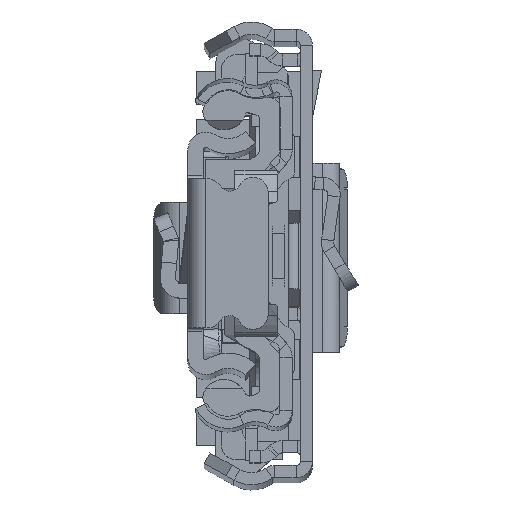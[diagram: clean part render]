
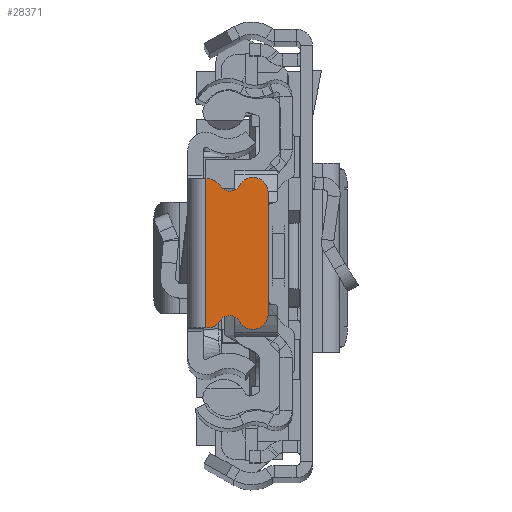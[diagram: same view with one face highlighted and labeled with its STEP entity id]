
A CAD part, top view. The second image highlights one B-rep face of the part: STEP entity #28371.
In plain terms, the highlighted planar face has unit normal (0, 0, 1).
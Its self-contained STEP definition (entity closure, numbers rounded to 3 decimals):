
#331 = VERTEX_POINT ( 'NONE', #5176 ) ;
#747 = DIRECTION ( 'NONE',  ( 0., 0., 1. ) ) ;
#791 = AXIS2_PLACEMENT_3D ( 'NONE', #18551, #10829, #21503 ) ;
#1193 = CARTESIAN_POINT ( 'NONE',  ( -7.929, -6., 0. ) ) ;
#1194 = CARTESIAN_POINT ( 'NONE',  ( -3.206, -6.658, 0. ) ) ;
#1337 = DIRECTION ( 'NONE',  ( 1., 0., 0. ) ) ;
#3518 = LINE ( 'NONE', #6164, #12047 ) ;
#3757 = DIRECTION ( 'NONE',  ( 0., 0., 1. ) ) ;
#4164 = EDGE_CURVE ( 'NONE', #17829, #18997, #30279, .T. ) ;
#4553 = AXIS2_PLACEMENT_3D ( 'NONE', #9252, #28000, #1337 ) ;
#4997 = CARTESIAN_POINT ( 'NONE',  ( -3.206, 6.658, 0. ) ) ;
#5176 = CARTESIAN_POINT ( 'NONE',  ( -1.75, 7.37, 0. ) ) ;
#5574 = ORIENTED_EDGE ( 'NONE', *, *, #12810, .F. ) ;
#5623 = CARTESIAN_POINT ( 'NONE',  ( -7.929, 6., 0. ) ) ;
#5656 = CARTESIAN_POINT ( 'NONE',  ( -1.929, 7.37, 0. ) ) ;
#6078 = CARTESIAN_POINT ( 'NONE',  ( -4.142, 7.236, 0. ) ) ;
#6164 = CARTESIAN_POINT ( 'NONE',  ( -1.929, -7.37, 0. ) ) ;
#6848 = EDGE_CURVE ( 'NONE', #13876, #331, #19001, .T. ) ;
#8164 = AXIS2_PLACEMENT_3D ( 'NONE', #30075, #3757, #32892 ) ;
#9204 = DIRECTION ( 'NONE',  ( -1., 0., 0. ) ) ;
#9252 = CARTESIAN_POINT ( 'NONE',  ( -6.429, -6., 0. ) ) ;
#9514 = ORIENTED_EDGE ( 'NONE', *, *, #25027, .T. ) ;
#9663 = DIRECTION ( 'NONE',  ( -1., 0., 0. ) ) ;
#10375 = ORIENTED_EDGE ( 'NONE', *, *, #29809, .F. ) ;
#10829 = DIRECTION ( 'NONE',  ( 0., 0., 1. ) ) ;
#11505 = PLANE ( 'NONE',  #8164 ) ;
#12047 = VECTOR ( 'NONE', #19843, 1000. ) ;
#12141 = CARTESIAN_POINT ( 'NONE',  ( -1.75, 0., 0. ) ) ;
#12401 = EDGE_CURVE ( 'NONE', #17293, #34245, #32170, .T. ) ;
#12520 = ORIENTED_EDGE ( 'NONE', *, *, #16290, .T. ) ;
#12563 = AXIS2_PLACEMENT_3D ( 'NONE', #22697, #33229, #9204 ) ;
#12642 = DIRECTION ( 'NONE',  ( 0., 0., -1. ) ) ;
#12810 = EDGE_CURVE ( 'NONE', #22388, #34245, #3518, .T. ) ;
#12917 = CARTESIAN_POINT ( 'NONE',  ( -5.109, -6.713, 0. ) ) ;
#13876 = VERTEX_POINT ( 'NONE', #32837 ) ;
#13914 = DIRECTION ( 'NONE',  ( -1., 0., 0. ) ) ;
#14459 = CIRCLE ( 'NONE', #24526, 1.5 ) ;
#15349 = CARTESIAN_POINT ( 'NONE',  ( -1.75, -7.37, 0. ) ) ;
#15886 = AXIS2_PLACEMENT_3D ( 'NONE', #6078, #17482, #28157 ) ;
#16290 = EDGE_CURVE ( 'NONE', #32067, #33890, #14459, .T. ) ;
#16453 = CIRCLE ( 'NONE', #15886, 1.1 ) ;
#16549 = CARTESIAN_POINT ( 'NONE',  ( -6.429, 6., 0. ) ) ;
#17293 = VERTEX_POINT ( 'NONE', #1194 ) ;
#17482 = DIRECTION ( 'NONE',  ( 0., 0., -1. ) ) ;
#17509 = ORIENTED_EDGE ( 'NONE', *, *, #12401, .T. ) ;
#17829 = VERTEX_POINT ( 'NONE', #28681 ) ;
#17866 = VERTEX_POINT ( 'NONE', #4997 ) ;
#18551 = CARTESIAN_POINT ( 'NONE',  ( -1.929, -5.87, 0. ) ) ;
#18997 = VERTEX_POINT ( 'NONE', #12917 ) ;
#19001 = LINE ( 'NONE', #5656, #19886 ) ;
#19389 = FACE_OUTER_BOUND ( 'NONE', #20144, .T. ) ;
#19843 = DIRECTION ( 'NONE',  ( -1., 0., 0. ) ) ;
#19886 = VECTOR ( 'NONE', #27048, 1000. ) ;
#20144 = EDGE_LOOP ( 'NONE', ( #10375, #25807, #9514, #28298, #12520, #20583, #25151, #31035, #17509, #5574 ) ) ;
#20583 = ORIENTED_EDGE ( 'NONE', *, *, #32137, .T. ) ;
#21503 = DIRECTION ( 'NONE',  ( 1., 0., 0. ) ) ;
#22043 = CIRCLE ( 'NONE', #33819, 1.1 ) ;
#22089 = EDGE_CURVE ( 'NONE', #18997, #17293, #22043, .T. ) ;
#22305 = DIRECTION ( 'NONE',  ( 0., -1., 0. ) ) ;
#22388 = VERTEX_POINT ( 'NONE', #15349 ) ;
#22697 = CARTESIAN_POINT ( 'NONE',  ( -1.929, 5.87, 0. ) ) ;
#22808 = VECTOR ( 'NONE', #22305, 1000. ) ;
#22983 = CARTESIAN_POINT ( 'NONE',  ( -4.142, -7.236, 0. ) ) ;
#24526 = AXIS2_PLACEMENT_3D ( 'NONE', #16549, #747, #13914 ) ;
#24603 = VECTOR ( 'NONE', #31319, 1000. ) ;
#24661 = EDGE_CURVE ( 'NONE', #17866, #32067, #16453, .T. ) ;
#25027 = EDGE_CURVE ( 'NONE', #13876, #17866, #32697, .T. ) ;
#25151 = ORIENTED_EDGE ( 'NONE', *, *, #4164, .T. ) ;
#25807 = ORIENTED_EDGE ( 'NONE', *, *, #6848, .F. ) ;
#27048 = DIRECTION ( 'NONE',  ( 1., 0., 0. ) ) ;
#28000 = DIRECTION ( 'NONE',  ( 0., 0., 1. ) ) ;
#28157 = DIRECTION ( 'NONE',  ( 1., 0., 0. ) ) ;
#28298 = ORIENTED_EDGE ( 'NONE', *, *, #24661, .T. ) ;
#28371 = ADVANCED_FACE ( 'NONE', ( #19389 ), #11505, .T. ) ;
#28681 = CARTESIAN_POINT ( 'NONE',  ( -7.929, -6., 0. ) ) ;
#29783 = CARTESIAN_POINT ( 'NONE',  ( -5.109, 6.713, 0. ) ) ;
#29809 = EDGE_CURVE ( 'NONE', #331, #22388, #33012, .T. ) ;
#30075 = CARTESIAN_POINT ( 'NONE',  ( 292.771, 0., 0. ) ) ;
#30279 = CIRCLE ( 'NONE', #4553, 1.5 ) ;
#31035 = ORIENTED_EDGE ( 'NONE', *, *, #22089, .T. ) ;
#31319 = DIRECTION ( 'NONE',  ( 0., -1., 0. ) ) ;
#31877 = CARTESIAN_POINT ( 'NONE',  ( -1.929, -7.37, 0. ) ) ;
#32067 = VERTEX_POINT ( 'NONE', #29783 ) ;
#32137 = EDGE_CURVE ( 'NONE', #33890, #17829, #33128, .T. ) ;
#32170 = CIRCLE ( 'NONE', #791, 1.5 ) ;
#32697 = CIRCLE ( 'NONE', #12563, 1.5 ) ;
#32837 = CARTESIAN_POINT ( 'NONE',  ( -1.929, 7.37, 0. ) ) ;
#32892 = DIRECTION ( 'NONE',  ( 1., 0., 0. ) ) ;
#33012 = LINE ( 'NONE', #12141, #22808 ) ;
#33128 = LINE ( 'NONE', #1193, #24603 ) ;
#33229 = DIRECTION ( 'NONE',  ( 0., 0., 1. ) ) ;
#33819 = AXIS2_PLACEMENT_3D ( 'NONE', #22983, #12642, #9663 ) ;
#33890 = VERTEX_POINT ( 'NONE', #5623 ) ;
#34245 = VERTEX_POINT ( 'NONE', #31877 ) ;
